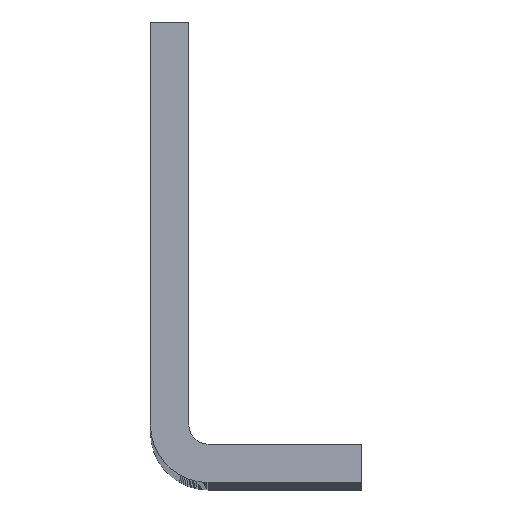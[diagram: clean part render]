
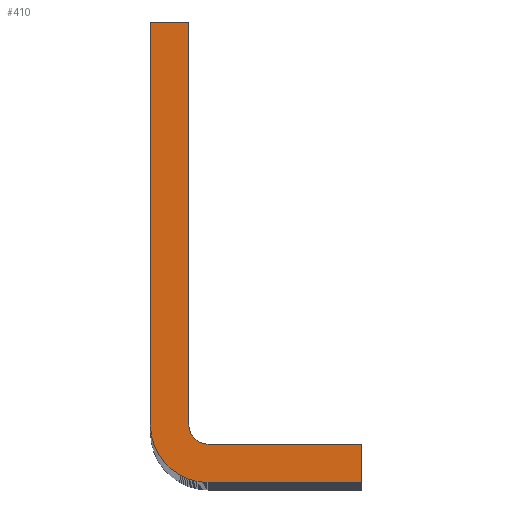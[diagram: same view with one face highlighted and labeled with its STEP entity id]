
A CAD part, top view. The second image highlights one B-rep face of the part: STEP entity #410.
In plain terms, the highlighted planar face has unit normal (0, 0, 1).
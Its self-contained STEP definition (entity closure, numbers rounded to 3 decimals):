
#24 = VERTEX_POINT('',#25);
#25 = CARTESIAN_POINT('',(0.,38.1,355.6));
#31 = EDGE_CURVE('',#24,#32,#34,.T.);
#32 = VERTEX_POINT('',#33);
#33 = CARTESIAN_POINT('',(0.,4.763,355.6));
#34 = LINE('',#35,#36);
#35 = CARTESIAN_POINT('',(0.,38.1,355.6));
#36 = VECTOR('',#37,1.);
#37 = DIRECTION('',(0.,-1.,0.));
#326 = EDGE_CURVE('',#24,#327,#329,.T.);
#327 = VERTEX_POINT('',#328);
#328 = CARTESIAN_POINT('',(3.175,38.1,355.6));
#329 = LINE('',#330,#331);
#330 = CARTESIAN_POINT('',(0.,38.1,355.6));
#331 = VECTOR('',#332,1.);
#332 = DIRECTION('',(1.,0.,0.));
#410 = ADVANCED_FACE('',(#411),#463,.T.);
#411 = FACE_BOUND('',#412,.T.);
#412 = EDGE_LOOP('',(#413,#414,#423,#431,#439,#447,#456,#462));
#413 = ORIENTED_EDGE('',*,*,#31,.T.);
#414 = ORIENTED_EDGE('',*,*,#415,.T.);
#415 = EDGE_CURVE('',#32,#416,#418,.T.);
#416 = VERTEX_POINT('',#417);
#417 = CARTESIAN_POINT('',(4.763,0.,355.6));
#418 = CIRCLE('',#419,4.763);
#419 = AXIS2_PLACEMENT_3D('',#420,#421,#422);
#420 = CARTESIAN_POINT('',(4.763,4.763,355.6));
#421 = DIRECTION('',(0.,0.,1.));
#422 = DIRECTION('',(1.,0.,0.));
#423 = ORIENTED_EDGE('',*,*,#424,.T.);
#424 = EDGE_CURVE('',#416,#425,#427,.T.);
#425 = VERTEX_POINT('',#426);
#426 = CARTESIAN_POINT('',(17.463,0.,355.6));
#427 = LINE('',#428,#429);
#428 = CARTESIAN_POINT('',(4.763,0.,355.6));
#429 = VECTOR('',#430,1.);
#430 = DIRECTION('',(1.,0.,0.));
#431 = ORIENTED_EDGE('',*,*,#432,.T.);
#432 = EDGE_CURVE('',#425,#433,#435,.T.);
#433 = VERTEX_POINT('',#434);
#434 = CARTESIAN_POINT('',(17.463,3.175,355.6));
#435 = LINE('',#436,#437);
#436 = CARTESIAN_POINT('',(17.463,0.,355.6));
#437 = VECTOR('',#438,1.);
#438 = DIRECTION('',(0.,1.,0.));
#439 = ORIENTED_EDGE('',*,*,#440,.F.);
#440 = EDGE_CURVE('',#441,#433,#443,.T.);
#441 = VERTEX_POINT('',#442);
#442 = CARTESIAN_POINT('',(4.763,3.175,355.6));
#443 = LINE('',#444,#445);
#444 = CARTESIAN_POINT('',(4.763,3.175,355.6));
#445 = VECTOR('',#446,1.);
#446 = DIRECTION('',(1.,0.,0.));
#447 = ORIENTED_EDGE('',*,*,#448,.F.);
#448 = EDGE_CURVE('',#449,#441,#451,.T.);
#449 = VERTEX_POINT('',#450);
#450 = CARTESIAN_POINT('',(3.175,4.763,355.6));
#451 = CIRCLE('',#452,1.588);
#452 = AXIS2_PLACEMENT_3D('',#453,#454,#455);
#453 = CARTESIAN_POINT('',(4.763,4.763,355.6));
#454 = DIRECTION('',(0.,0.,1.));
#455 = DIRECTION('',(1.,0.,0.));
#456 = ORIENTED_EDGE('',*,*,#457,.F.);
#457 = EDGE_CURVE('',#327,#449,#458,.T.);
#458 = LINE('',#459,#460);
#459 = CARTESIAN_POINT('',(3.175,38.1,355.6));
#460 = VECTOR('',#461,1.);
#461 = DIRECTION('',(0.,-1.,0.));
#462 = ORIENTED_EDGE('',*,*,#326,.F.);
#463 = PLANE('',#464);
#464 = AXIS2_PLACEMENT_3D('',#465,#466,#467);
#465 = CARTESIAN_POINT('',(4.352,14.941,355.6));
#466 = DIRECTION('',(0.,0.,1.));
#467 = DIRECTION('',(1.,0.,0.));
